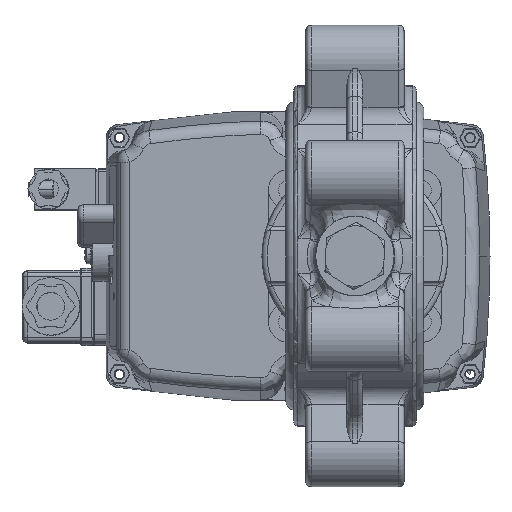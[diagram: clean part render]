
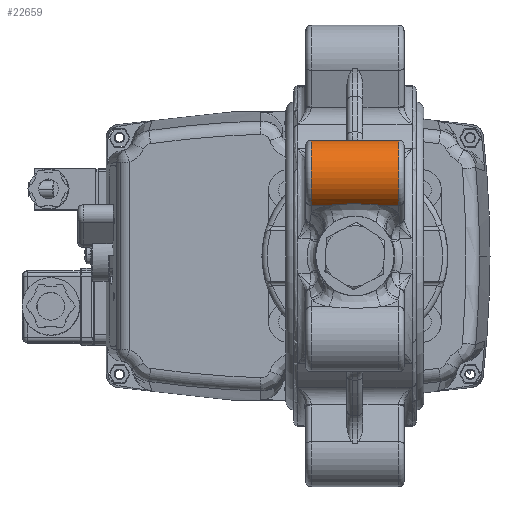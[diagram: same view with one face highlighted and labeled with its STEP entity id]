
A CAD part, front view. The second image highlights one B-rep face of the part: STEP entity #22659.
In plain terms, the highlighted cylindrical face has radius 13 mm (diameter 26 mm), a partial arc.
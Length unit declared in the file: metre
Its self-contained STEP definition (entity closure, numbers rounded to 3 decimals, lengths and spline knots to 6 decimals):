
#224 = CARTESIAN_POINT ( 'NONE',  ( -0.0266, -0.134325, 0.294398 ) ) ;
#723 = VECTOR ( 'NONE', #96912, 1. ) ;
#755 = CARTESIAN_POINT ( 'NONE',  ( -0.026477, -0.134343, 0.294408 ) ) ;
#2235 = VERTEX_POINT ( 'NONE', #69272 ) ;
#2837 = CARTESIAN_POINT ( 'NONE',  ( -0.000856, -0.127801, 0.305643 ) ) ;
#3911 = FACE_OUTER_BOUND ( 'NONE', #8124, .T. ) ;
#4869 = ORIENTED_EDGE ( 'NONE', *, *, #45767, .T. ) ;
#5454 = EDGE_CURVE ( 'NONE', #77891, #47928, #80820, .T. ) ;
#6764 = CARTESIAN_POINT ( 'NONE',  ( -0.01, -0.133944, 0.294184 ) ) ;
#7025 = CARTESIAN_POINT ( 'NONE',  ( -0.002856, -0.127801, 0.305643 ) ) ;
#7027 = ORIENTED_EDGE ( 'NONE', *, *, #5454, .T. ) ;
#7842 = CARTESIAN_POINT ( 'NONE',  ( -0.013237, -0.134471, 0.294484 ) ) ;
#8124 = EDGE_LOOP ( 'NONE', ( #4869, #7027, #102364, #66763, #51064, #77479 ) ) ;
#8375 = CARTESIAN_POINT ( 'NONE',  ( -0.023598, -0.134639, 0.294586 ) ) ;
#8908 = CARTESIAN_POINT ( 'NONE',  ( -0.021476, -0.134743, 0.294651 ) ) ;
#10271 = EDGE_CURVE ( 'NONE', #47928, #2235, #26446, .T. ) ;
#12247 = AXIS2_PLACEMENT_3D ( 'NONE', #2837, #61634, #86178 ) ;
#13116 = AXIS2_PLACEMENT_3D ( 'NONE', #7025, #56588, #48408 ) ;
#13339 = CARTESIAN_POINT ( 'NONE',  ( -0.028688, -0.133951, 0.294187 ) ) ;
#13676 = CYLINDRICAL_SURFACE ( 'NONE', #12247, 0.013 ) ;
#13863 = CARTESIAN_POINT ( 'NONE',  ( -0.029442, -0.133746, 0.294081 ) ) ;
#15461 = CARTESIAN_POINT ( 'NONE',  ( -0.012608, -0.134398, 0.29444 ) ) ;
#16537 = CARTESIAN_POINT ( 'NONE',  ( -0.013498, -0.134499, 0.294501 ) ) ;
#17075 = CARTESIAN_POINT ( 'NONE',  ( -0.023446, -0.13465, 0.294593 ) ) ;
#17613 = CARTESIAN_POINT ( 'NONE',  ( -0.016696, -0.134724, 0.294639 ) ) ;
#20707 = B_SPLINE_CURVE_WITH_KNOTS ( 'NONE', 3,
 ( #13863, #13339, #74811, #33404, #90107, #48688, #224, #75344, #755, #50286, #57920, #67178, #33949, #31794, #99357, #58461, #91725, #8375, #17075, #65018, #107530, #41048, #56863, #66630, #8908, #74273, #83551, #40511, #99895, #90643, #41583, #50824, #98283, #17613, #25245, #32869, #106458, #32326, #66091, #24704, #42119, #100445, #91185, #25779, #65558, #16537, #58998, #7842, #15461, #23626, #92263, #6764, #81936 ),
 .UNSPECIFIED., .F., .F.,
 ( 4, 2, 2, 2, 1, 1, 1, 2, 1, 2, 2, 1, 1, 2, 2, 2, 1, 1, 2, 2, 2, 2, 2, 1, 1, 2, 1, 2, 2, 1, 1, 2, 4 ),
 ( 0., 0.125, 0.140625, 0.144531, 0.148437, 0.15625, 0.1875, 0.25, 0.28125, 0.285156, 0.289062, 0.296875, 0.3125, 0.375, 0.390625, 0.398437, 0.40625, 0.4375, 0.46875, 0.5, 0.625, 0.640625, 0.648437, 0.65625, 0.6875, 0.75, 0.78125, 0.785156, 0.789063, 0.796875, 0.8125, 0.875, 1. ),
 .UNSPECIFIED. ) ;
#22659 = ADVANCED_FACE ( 'NONE', ( #3911 ), #13676, .T. ) ;
#23626 = CARTESIAN_POINT ( 'NONE',  ( -0.01206, -0.13432, 0.294395 ) ) ;
#24704 = CARTESIAN_POINT ( 'NONE',  ( -0.015275, -0.134653, 0.294595 ) ) ;
#25245 = CARTESIAN_POINT ( 'NONE',  ( -0.016593, -0.13472, 0.294637 ) ) ;
#25266 = DIRECTION ( 'NONE',  ( 0., 0., -1. ) ) ;
#25779 = CARTESIAN_POINT ( 'NONE',  ( -0.013579, -0.134508, 0.294506 ) ) ;
#26446 = CIRCLE ( 'NONE', #28173, 0.013 ) ;
#28173 = AXIS2_PLACEMENT_3D ( 'NONE', #42687, #90666, #25266 ) ;
#30673 = CARTESIAN_POINT ( 'NONE',  ( -0.000856, -0.133746, 0.294081 ) ) ;
#31794 = CARTESIAN_POINT ( 'NONE',  ( -0.024007, -0.13461, 0.294568 ) ) ;
#32326 = CARTESIAN_POINT ( 'NONE',  ( -0.016269, -0.134706, 0.294628 ) ) ;
#32816 = VERTEX_POINT ( 'NONE', #58062 ) ;
#32869 = CARTESIAN_POINT ( 'NONE',  ( -0.016439, -0.134713, 0.294633 ) ) ;
#33404 = CARTESIAN_POINT ( 'NONE',  ( -0.026878, -0.134283, 0.294374 ) ) ;
#33949 = CARTESIAN_POINT ( 'NONE',  ( -0.024257, -0.13459, 0.294556 ) ) ;
#40511 = CARTESIAN_POINT ( 'NONE',  ( -0.02064, -0.134764, 0.294665 ) ) ;
#41048 = CARTESIAN_POINT ( 'NONE',  ( -0.021804, -0.134732, 0.294644 ) ) ;
#41583 = CARTESIAN_POINT ( 'NONE',  ( -0.019574, -0.134775, 0.294672 ) ) ;
#42119 = CARTESIAN_POINT ( 'NONE',  ( -0.014643, -0.134606, 0.294566 ) ) ;
#42575 = EDGE_CURVE ( 'NONE', #87601, #55710, #20707, .T. ) ;
#42621 = CARTESIAN_POINT ( 'NONE',  ( -0.009271, -0.133746, 0.294081 ) ) ;
#42687 = CARTESIAN_POINT ( 'NONE',  ( -0.035856, -0.127801, 0.305643 ) ) ;
#45767 = EDGE_CURVE ( 'NONE', #32816, #77891, #84411, .T. ) ;
#47928 = VERTEX_POINT ( 'NONE', #65802 ) ;
#48408 = DIRECTION ( 'NONE',  ( 0., 0., -1. ) ) ;
#48688 = CARTESIAN_POINT ( 'NONE',  ( -0.026627, -0.134321, 0.294396 ) ) ;
#50286 = CARTESIAN_POINT ( 'NONE',  ( -0.026205, -0.134381, 0.294431 ) ) ;
#50824 = CARTESIAN_POINT ( 'NONE',  ( -0.018479, -0.134775, 0.294672 ) ) ;
#51064 = ORIENTED_EDGE ( 'NONE', *, *, #42575, .T. ) ;
#53344 = LINE ( 'NONE', #105085, #723 ) ;
#55710 = VERTEX_POINT ( 'NONE', #42621 ) ;
#56588 = DIRECTION ( 'NONE',  ( -1., 0., 0. ) ) ;
#56863 = CARTESIAN_POINT ( 'NONE',  ( -0.021694, -0.134736, 0.294647 ) ) ;
#57920 = CARTESIAN_POINT ( 'NONE',  ( -0.025549, -0.134466, 0.294481 ) ) ;
#58062 = CARTESIAN_POINT ( 'NONE',  ( -0.002856, -0.133746, 0.294081 ) ) ;
#58461 = CARTESIAN_POINT ( 'NONE',  ( -0.023697, -0.134632, 0.294582 ) ) ;
#58998 = CARTESIAN_POINT ( 'NONE',  ( -0.013411, -0.13449, 0.294495 ) ) ;
#61634 = DIRECTION ( 'NONE',  ( -1., 0., 0. ) ) ;
#65018 = CARTESIAN_POINT ( 'NONE',  ( -0.022882, -0.134685, 0.294615 ) ) ;
#65558 = CARTESIAN_POINT ( 'NONE',  ( -0.013529, -0.134502, 0.294503 ) ) ;
#65802 = CARTESIAN_POINT ( 'NONE',  ( -0.035856, -0.127801, 0.318643 ) ) ;
#66091 = CARTESIAN_POINT ( 'NONE',  ( -0.01599, -0.134692, 0.294619 ) ) ;
#66630 = CARTESIAN_POINT ( 'NONE',  ( -0.021527, -0.134741, 0.29465 ) ) ;
#66763 = ORIENTED_EDGE ( 'NONE', *, *, #72086, .F. ) ;
#67178 = CARTESIAN_POINT ( 'NONE',  ( -0.024913, -0.134532, 0.294521 ) ) ;
#69272 = CARTESIAN_POINT ( 'NONE',  ( -0.035856, -0.133746, 0.294081 ) ) ;
#70248 = CARTESIAN_POINT ( 'NONE',  ( -0.002856, -0.127801, 0.318643 ) ) ;
#72070 = LINE ( 'NONE', #30673, #85207 ) ;
#72086 = EDGE_CURVE ( 'NONE', #87601, #2235, #72070, .T. ) ;
#74273 = CARTESIAN_POINT ( 'NONE',  ( -0.021372, -0.134746, 0.294653 ) ) ;
#74811 = CARTESIAN_POINT ( 'NONE',  ( -0.02787, -0.134124, 0.294283 ) ) ;
#75344 = CARTESIAN_POINT ( 'NONE',  ( -0.026551, -0.134332, 0.294402 ) ) ;
#77479 = ORIENTED_EDGE ( 'NONE', *, *, #82492, .F. ) ;
#77891 = VERTEX_POINT ( 'NONE', #70248 ) ;
#79286 = VECTOR ( 'NONE', #106403, 1. ) ;
#80820 = LINE ( 'NONE', #91126, #79286 ) ;
#81936 = CARTESIAN_POINT ( 'NONE',  ( -0.009271, -0.133746, 0.294081 ) ) ;
#82492 = EDGE_CURVE ( 'NONE', #32816, #55710, #53344, .T. ) ;
#83551 = CARTESIAN_POINT ( 'NONE',  ( -0.021112, -0.134754, 0.294658 ) ) ;
#83727 = CARTESIAN_POINT ( 'NONE',  ( -0.029442, -0.133746, 0.294081 ) ) ;
#84411 = CIRCLE ( 'NONE', #13116, 0.013 ) ;
#85207 = VECTOR ( 'NONE', #97157, 1. ) ;
#86178 = DIRECTION ( 'NONE',  ( 0., 0., 1. ) ) ;
#87601 = VERTEX_POINT ( 'NONE', #83727 ) ;
#90107 = CARTESIAN_POINT ( 'NONE',  ( -0.026767, -0.1343, 0.294384 ) ) ;
#90643 = CARTESIAN_POINT ( 'NONE',  ( -0.019787, -0.134774, 0.294671 ) ) ;
#90666 = DIRECTION ( 'NONE',  ( 1., 0., 0. ) ) ;
#91126 = CARTESIAN_POINT ( 'NONE',  ( -0.000856, -0.127801, 0.318643 ) ) ;
#91185 = CARTESIAN_POINT ( 'NONE',  ( -0.013802, -0.134531, 0.29452 ) ) ;
#91725 = CARTESIAN_POINT ( 'NONE',  ( -0.023673, -0.134634, 0.294583 ) ) ;
#92263 = CARTESIAN_POINT ( 'NONE',  ( -0.010788, -0.134112, 0.294276 ) ) ;
#96912 = DIRECTION ( 'NONE',  ( -1., 0., 0. ) ) ;
#97157 = DIRECTION ( 'NONE',  ( -1., 0., 0. ) ) ;
#98283 = CARTESIAN_POINT ( 'NONE',  ( -0.017627, -0.134759, 0.294662 ) ) ;
#99357 = CARTESIAN_POINT ( 'NONE',  ( -0.023753, -0.134628, 0.29458 ) ) ;
#99895 = CARTESIAN_POINT ( 'NONE',  ( -0.020215, -0.13477, 0.294669 ) ) ;
#100445 = CARTESIAN_POINT ( 'NONE',  ( -0.014029, -0.134552, 0.294533 ) ) ;
#102364 = ORIENTED_EDGE ( 'NONE', *, *, #10271, .T. ) ;
#105085 = CARTESIAN_POINT ( 'NONE',  ( -0.000856, -0.133746, 0.294081 ) ) ;
#106403 = DIRECTION ( 'NONE',  ( -1., 0., 0. ) ) ;
#106458 = CARTESIAN_POINT ( 'NONE',  ( -0.016381, -0.134711, 0.294631 ) ) ;
#107530 = CARTESIAN_POINT ( 'NONE',  ( -0.022351, -0.134711, 0.294631 ) ) ;
